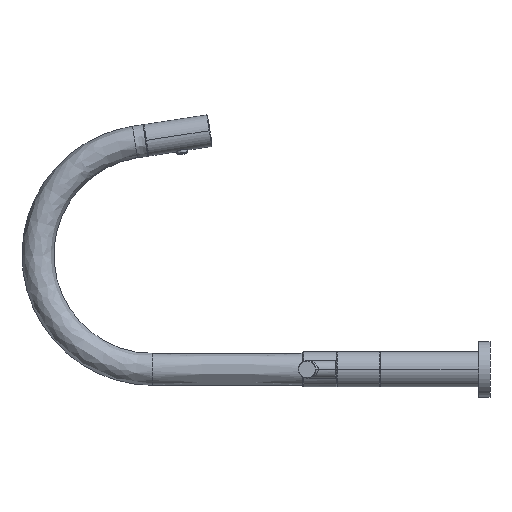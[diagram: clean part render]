
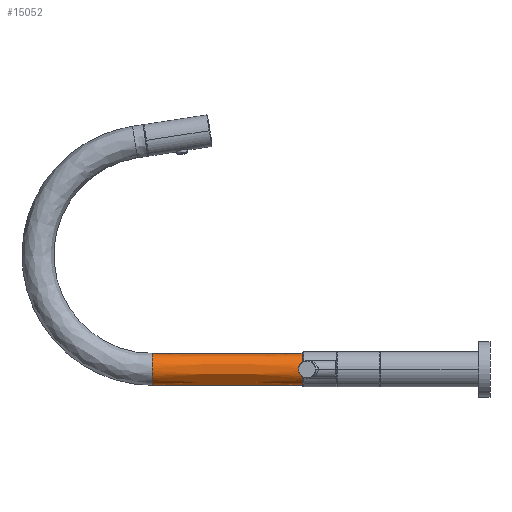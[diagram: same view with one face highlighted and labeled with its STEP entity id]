
A CAD part, left-side view. The second image highlights one B-rep face of the part: STEP entity #15052.
In plain terms, the highlighted free-form (B-spline) face has degree [3, 3] with [10, 4] control points.
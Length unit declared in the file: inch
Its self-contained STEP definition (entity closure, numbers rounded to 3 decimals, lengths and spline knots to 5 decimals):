
#7982=CARTESIAN_POINT('',(0.,9.25909,0.57));
#7989=CARTESIAN_POINT('',(0.,9.25909,-0.57));
#8112=CARTESIAN_POINT('',(0.,9.25909,-0.57));
#8113=CARTESIAN_POINT('',(-0.11927,9.25909,-0.57));
#8114=CARTESIAN_POINT('',(-0.35782,9.25909,
-0.49249));
#8115=CARTESIAN_POINT('',(-0.57896,9.25909,
-0.18812));
#8116=CARTESIAN_POINT('',(-0.57896,9.25909,
0.18812));
#8117=CARTESIAN_POINT('',(-0.35782,9.25909,
0.49249));
#8118=CARTESIAN_POINT('',(-0.11927,9.25909,0.57));
#8119=CARTESIAN_POINT('',(0.,9.25909,0.57));
#8223=DIRECTION('',(0.,1.,0.));
#8224=VECTOR('',#8223,5.35809);
#8225=CARTESIAN_POINT('',(0.,3.901,-0.57));
#8226=LINE('',#8225,#8224);
#8230=CARTESIAN_POINT('',(0.,3.901,0.57));
#8237=CARTESIAN_POINT('',(0.,3.901,-0.57));
#8242=CARTESIAN_POINT('',(0.,3.901,-0.57));
#8243=CARTESIAN_POINT('',(-0.11927,3.901,-0.57));
#8244=CARTESIAN_POINT('',(-0.35782,3.901,-0.49249));
#8245=CARTESIAN_POINT('',(-0.57896,3.901,-0.18812));
#8246=CARTESIAN_POINT('',(-0.57896,3.901,0.18812));
#8247=CARTESIAN_POINT('',(-0.35782,3.901,0.49249));
#8248=CARTESIAN_POINT('',(-0.11927,3.901,0.57));
#8249=CARTESIAN_POINT('',(0.,3.901,0.57));
#8254=DIRECTION('',(0.,1.,0.));
#8255=VECTOR('',#8254,5.35809);
#8256=CARTESIAN_POINT('',(0.,3.901,0.57));
#8257=LINE('',#8256,#8255);
#13053=VERTEX_POINT('',#8230);
#13054=VERTEX_POINT('',#8237);
#13055=VERTEX_POINT('',#7982);
#13056=VERTEX_POINT('',#7989);
#15002=CARTESIAN_POINT('',(0.01822,3.79384,
-0.5697));
#15003=CARTESIAN_POINT('',(0.01822,5.65131,
-0.5697));
#15004=CARTESIAN_POINT('',(0.01822,7.50878,
-0.5697));
#15005=CARTESIAN_POINT('',(0.01822,9.36625,
-0.5697));
#15006=CARTESIAN_POINT('',(0.01215,3.79384,
-0.5699));
#15007=CARTESIAN_POINT('',(0.01215,5.65131,
-0.5699));
#15008=CARTESIAN_POINT('',(0.01215,7.50878,
-0.5699));
#15009=CARTESIAN_POINT('',(0.01215,9.36625,
-0.5699));
#15010=CARTESIAN_POINT('',(-0.1132,3.79384,
-0.57197));
#15011=CARTESIAN_POINT('',(-0.1132,5.65131,
-0.57197));
#15012=CARTESIAN_POINT('',(-0.1132,7.50878,
-0.57197));
#15013=CARTESIAN_POINT('',(-0.1132,9.36625,
-0.57197));
#15014=CARTESIAN_POINT('',(-0.35782,3.79384,
-0.49249));
#15015=CARTESIAN_POINT('',(-0.35782,5.65131,
-0.49249));
#15016=CARTESIAN_POINT('',(-0.35782,7.50878,
-0.49249));
#15017=CARTESIAN_POINT('',(-0.35782,9.36625,
-0.49249));
#15018=CARTESIAN_POINT('',(-0.57896,3.79384,
-0.18812));
#15019=CARTESIAN_POINT('',(-0.57896,5.65131,
-0.18812));
#15020=CARTESIAN_POINT('',(-0.57896,7.50878,
-0.18812));
#15021=CARTESIAN_POINT('',(-0.57896,9.36625,
-0.18812));
#15022=CARTESIAN_POINT('',(-0.57896,3.79384,
0.18812));
#15023=CARTESIAN_POINT('',(-0.57896,5.65131,
0.18812));
#15024=CARTESIAN_POINT('',(-0.57896,7.50878,
0.18812));
#15025=CARTESIAN_POINT('',(-0.57896,9.36625,
0.18812));
#15026=CARTESIAN_POINT('',(-0.35782,3.79384,
0.49249));
#15027=CARTESIAN_POINT('',(-0.35782,5.65131,
0.49249));
#15028=CARTESIAN_POINT('',(-0.35782,7.50878,
0.49249));
#15029=CARTESIAN_POINT('',(-0.35782,9.36625,
0.49249));
#15030=CARTESIAN_POINT('',(-0.1132,3.79384,
0.57197));
#15031=CARTESIAN_POINT('',(-0.1132,5.65131,
0.57197));
#15032=CARTESIAN_POINT('',(-0.1132,7.50878,
0.57197));
#15033=CARTESIAN_POINT('',(-0.1132,9.36625,
0.57197));
#15034=CARTESIAN_POINT('',(0.01215,3.79384,
0.5699));
#15035=CARTESIAN_POINT('',(0.01215,5.65131,
0.5699));
#15036=CARTESIAN_POINT('',(0.01215,7.50878,
0.5699));
#15037=CARTESIAN_POINT('',(0.01215,9.36625,
0.5699));
#15038=CARTESIAN_POINT('',(0.01822,3.79384,
0.5697));
#15039=CARTESIAN_POINT('',(0.01822,5.65131,
0.5697));
#15040=CARTESIAN_POINT('',(0.01822,7.50878,
0.5697));
#15041=CARTESIAN_POINT('',(0.01822,9.36625,
0.5697));
#15042=B_SPLINE_SURFACE_WITH_KNOTS('',3,3,((#15002,#15003,#15004,#15005),
(#15006,#15007,#15008,#15009),(#15010,#15011,#15012,#15013),(#15014,#15015,
#15016,#15017),(#15018,#15019,#15020,#15021),(#15022,#15023,#15024,#15025),(
#15026,#15027,#15028,#15029),(#15030,#15031,#15032,#15033),(#15034,#15035,
#15036,#15037),(#15038,#15039,#15040,#15041)),.UNSPECIFIED.,.F.,.F.,.F.,(4,1,1,
1,1,1,1,4),(4,4),(0.49491,0.5,0.6,0.7,0.8,0.9,1.,
1.00509),(-0.02,1.02),.UNSPECIFIED.);
#15044=ORIENTED_EDGE('',*,*,#15043,.F.);
#15046=ORIENTED_EDGE('',*,*,#15045,.T.);
#15047=ORIENTED_EDGE('',*,*,#14987,.T.);
#15049=ORIENTED_EDGE('',*,*,#15048,.F.);
#15050=EDGE_LOOP('',(#15044,#15046,#15047,#15049));
#15051=FACE_OUTER_BOUND('',#15050,.F.);
#8120=B_SPLINE_CURVE_WITH_KNOTS('',3,(#8112,#8113,#8114,#8115,#8116,#8117,#8118,
#8119),.UNSPECIFIED.,.F.,.F.,(4,1,1,1,1,4),(0.,0.2,0.4,0.6,0.8,1.),
.UNSPECIFIED.);
#8250=B_SPLINE_CURVE_WITH_KNOTS('',3,(#8242,#8243,#8244,#8245,#8246,#8247,#8248,
#8249),.UNSPECIFIED.,.F.,.F.,(4,1,1,1,1,4),(0.,0.2,0.4,0.6,0.8,1.),
.UNSPECIFIED.);
#14987=EDGE_CURVE('',#13056,#13055,#8120,.T.);
#15043=EDGE_CURVE('',#13054,#13053,#8250,.T.);
#15045=EDGE_CURVE('',#13054,#13056,#8226,.T.);
#15048=EDGE_CURVE('',#13053,#13055,#8257,.T.);
#15052=ADVANCED_FACE('',(#15051),#15042,.T.);
